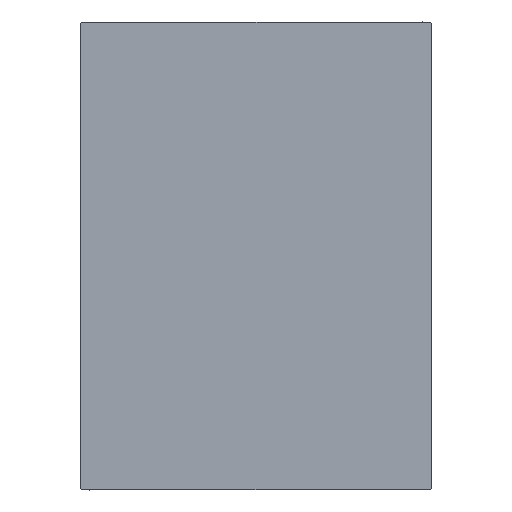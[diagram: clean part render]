
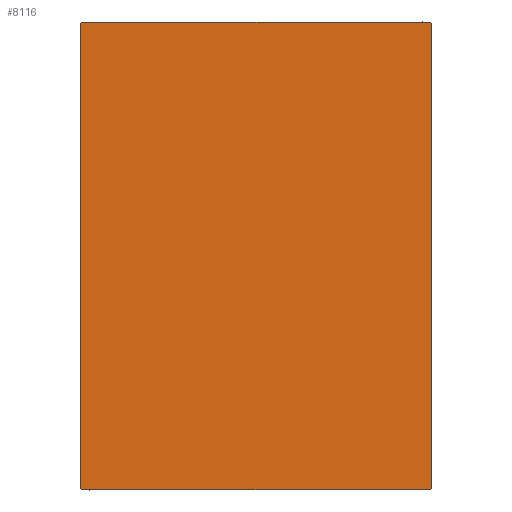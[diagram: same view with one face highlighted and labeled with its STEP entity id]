
A CAD part, left-side view. The second image highlights one B-rep face of the part: STEP entity #8116.
In plain terms, the highlighted face is planar.
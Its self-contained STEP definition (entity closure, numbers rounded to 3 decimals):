
#870 = CARTESIAN_POINT ( 'NONE',  ( 273., 0., 0. ) ) ;
#878 = VECTOR ( 'NONE', #4917, 1000. ) ;
#1055 = DIRECTION ( 'NONE',  ( 0., 0., -1. ) ) ;
#1090 = CARTESIAN_POINT ( 'NONE',  ( 273., -37.2, -50. ) ) ;
#1538 = CARTESIAN_POINT ( 'NONE',  ( 273., 37.2, 50. ) ) ;
#1819 = CARTESIAN_POINT ( 'NONE',  ( 273., -37.5, -50. ) ) ;
#2320 = DIRECTION ( 'NONE',  ( 0., -0.707, -0.707 ) ) ;
#2725 = VECTOR ( 'NONE', #18753, 1000. ) ;
#2922 = EDGE_CURVE ( 'NONE', #39956, #37891, #32548, .T. ) ;
#3045 = ORIENTED_EDGE ( 'NONE', *, *, #2922, .T. ) ;
#3860 = VERTEX_POINT ( 'NONE', #35223 ) ;
#4727 = ORIENTED_EDGE ( 'NONE', *, *, #33826, .T. ) ;
#4821 = EDGE_CURVE ( 'NONE', #29267, #38916, #21401, .T. ) ;
#4851 = CARTESIAN_POINT ( 'NONE',  ( 273., 37.2, -50. ) ) ;
#4917 = DIRECTION ( 'NONE',  ( 0., 1., 0. ) ) ;
#5309 = ORIENTED_EDGE ( 'NONE', *, *, #27751, .T. ) ;
#6132 = CARTESIAN_POINT ( 'NONE',  ( 273., 37.5, 50. ) ) ;
#6718 = CARTESIAN_POINT ( 'NONE',  ( 273., -43.6, -43.6 ) ) ;
#7608 = DIRECTION ( 'NONE',  ( 0., 0., 1. ) ) ;
#7730 = EDGE_CURVE ( 'NONE', #3860, #30338, #7839, .T. ) ;
#7839 = LINE ( 'NONE', #41422, #23861 ) ;
#8101 = DIRECTION ( 'NONE',  ( 0., -0.707, 0.707 ) ) ;
#8116 = ADVANCED_FACE ( 'NONE', ( #18320 ), #11485, .T. ) ;
#8523 = CARTESIAN_POINT ( 'NONE',  ( 273., -43.6, 43.6 ) ) ;
#9287 = EDGE_CURVE ( 'NONE', #37891, #3860, #18222, .T. ) ;
#10542 = ORIENTED_EDGE ( 'NONE', *, *, #4821, .T. ) ;
#10605 = CARTESIAN_POINT ( 'NONE',  ( 273., 43.6, 43.6 ) ) ;
#11485 = PLANE ( 'NONE',  #17500 ) ;
#11736 = ORIENTED_EDGE ( 'NONE', *, *, #23052, .T. ) ;
#11980 = VECTOR ( 'NONE', #2320, 1000. ) ;
#12700 = LINE ( 'NONE', #8523, #11980 ) ;
#13093 = ORIENTED_EDGE ( 'NONE', *, *, #9287, .T. ) ;
#14243 = VERTEX_POINT ( 'NONE', #30427 ) ;
#15724 = CARTESIAN_POINT ( 'NONE',  ( 273., -37.5, 49.7 ) ) ;
#16082 = VECTOR ( 'NONE', #8101, 1000. ) ;
#16440 = CARTESIAN_POINT ( 'NONE',  ( 273., 37.5, 49.7 ) ) ;
#17500 = AXIS2_PLACEMENT_3D ( 'NONE', #870, #42179, #38227 ) ;
#18008 = CARTESIAN_POINT ( 'NONE',  ( 273., 43.6, -43.6 ) ) ;
#18222 = LINE ( 'NONE', #18008, #19669 ) ;
#18320 = FACE_OUTER_BOUND ( 'NONE', #26416, .T. ) ;
#18753 = DIRECTION ( 'NONE',  ( 0., -1., 0. ) ) ;
#18972 = LINE ( 'NONE', #6132, #2725 ) ;
#19669 = VECTOR ( 'NONE', #25302, 1000. ) ;
#21401 = LINE ( 'NONE', #30693, #43613 ) ;
#23052 = EDGE_CURVE ( 'NONE', #38916, #39956, #36566, .T. ) ;
#23861 = VECTOR ( 'NONE', #7608, 1000. ) ;
#25302 = DIRECTION ( 'NONE',  ( 0., 0.707, 0.707 ) ) ;
#26416 = EDGE_LOOP ( 'NONE', ( #3045, #13093, #33382, #5309, #4727, #41130, #10542, #11736 ) ) ;
#27751 = EDGE_CURVE ( 'NONE', #30338, #40065, #28445, .T. ) ;
#28445 = LINE ( 'NONE', #10605, #16082 ) ;
#29267 = VERTEX_POINT ( 'NONE', #15724 ) ;
#30338 = VERTEX_POINT ( 'NONE', #16440 ) ;
#30427 = CARTESIAN_POINT ( 'NONE',  ( 273., -37.2, 50. ) ) ;
#30693 = CARTESIAN_POINT ( 'NONE',  ( 273., -37.5, 50. ) ) ;
#32548 = LINE ( 'NONE', #1819, #878 ) ;
#33382 = ORIENTED_EDGE ( 'NONE', *, *, #7730, .T. ) ;
#33468 = DIRECTION ( 'NONE',  ( 0., 0.707, -0.707 ) ) ;
#33826 = EDGE_CURVE ( 'NONE', #40065, #14243, #18972, .T. ) ;
#35223 = CARTESIAN_POINT ( 'NONE',  ( 273., 37.5, -49.7 ) ) ;
#36014 = EDGE_CURVE ( 'NONE', #14243, #29267, #12700, .T. ) ;
#36566 = LINE ( 'NONE', #6718, #42774 ) ;
#37891 = VERTEX_POINT ( 'NONE', #4851 ) ;
#38227 = DIRECTION ( 'NONE',  ( 0., 0., -1. ) ) ;
#38916 = VERTEX_POINT ( 'NONE', #39966 ) ;
#39956 = VERTEX_POINT ( 'NONE', #1090 ) ;
#39966 = CARTESIAN_POINT ( 'NONE',  ( 273., -37.5, -49.7 ) ) ;
#40065 = VERTEX_POINT ( 'NONE', #1538 ) ;
#41130 = ORIENTED_EDGE ( 'NONE', *, *, #36014, .T. ) ;
#41422 = CARTESIAN_POINT ( 'NONE',  ( 273., 37.5, -50. ) ) ;
#42179 = DIRECTION ( 'NONE',  ( 1., 0., 0. ) ) ;
#42774 = VECTOR ( 'NONE', #33468, 1000. ) ;
#43613 = VECTOR ( 'NONE', #1055, 1000. ) ;
